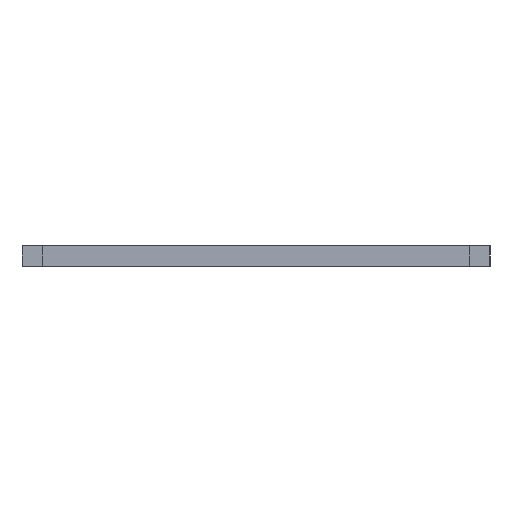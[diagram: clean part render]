
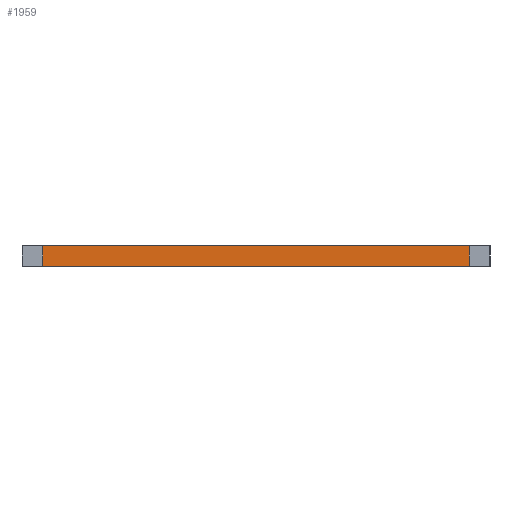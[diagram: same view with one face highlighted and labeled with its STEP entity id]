
A CAD part, left-side view. The second image highlights one B-rep face of the part: STEP entity #1959.
In plain terms, the highlighted planar face has unit normal (-1, 0, 0).
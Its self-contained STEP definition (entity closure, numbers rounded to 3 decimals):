
#38 = DIRECTION ( 'NONE',  ( 0., 1., 0. ) ) ;
#94 = EDGE_CURVE ( 'NONE', #2145, #1649, #1826, .T. ) ;
#117 = DIRECTION ( 'NONE',  ( 0., -1., 0. ) ) ;
#131 = PLANE ( 'NONE',  #1686 ) ;
#164 = ORIENTED_EDGE ( 'NONE', *, *, #94, .F. ) ;
#368 = DIRECTION ( 'NONE',  ( 0., 0., -1. ) ) ;
#386 = LINE ( 'NONE', #1445, #1127 ) ;
#408 = LINE ( 'NONE', #829, #1293 ) ;
#504 = DIRECTION ( 'NONE',  ( 1., 0., 0. ) ) ;
#591 = EDGE_LOOP ( 'NONE', ( #2668, #164, #747, #639 ) ) ;
#598 = VECTOR ( 'NONE', #1597, 1000. ) ;
#621 = VERTEX_POINT ( 'NONE', #1051 ) ;
#639 = ORIENTED_EDGE ( 'NONE', *, *, #2291, .T. ) ;
#747 = ORIENTED_EDGE ( 'NONE', *, *, #2597, .F. ) ;
#800 = VERTEX_POINT ( 'NONE', #921 ) ;
#804 = EDGE_CURVE ( 'NONE', #800, #1649, #1989, .T. ) ;
#809 = CARTESIAN_POINT ( 'NONE',  ( -55., -41., 0. ) ) ;
#829 = CARTESIAN_POINT ( 'NONE',  ( -55., 41., 4. ) ) ;
#921 = CARTESIAN_POINT ( 'NONE',  ( -55., 41., 0. ) ) ;
#1051 = CARTESIAN_POINT ( 'NONE',  ( -55., 41., 4. ) ) ;
#1067 = VECTOR ( 'NONE', #117, 1000. ) ;
#1127 = VECTOR ( 'NONE', #1194, 1000. ) ;
#1194 = DIRECTION ( 'NONE',  ( 0., -1., 0. ) ) ;
#1224 = FACE_OUTER_BOUND ( 'NONE', #591, .T. ) ;
#1293 = VECTOR ( 'NONE', #368, 1000. ) ;
#1443 = CARTESIAN_POINT ( 'NONE',  ( -55., -41., 4. ) ) ;
#1445 = CARTESIAN_POINT ( 'NONE',  ( -55., 41., 4. ) ) ;
#1597 = DIRECTION ( 'NONE',  ( 0., 0., -1. ) ) ;
#1649 = VERTEX_POINT ( 'NONE', #809 ) ;
#1686 = AXIS2_PLACEMENT_3D ( 'NONE', #2373, #504, #38 ) ;
#1826 = LINE ( 'NONE', #1443, #598 ) ;
#1946 = CARTESIAN_POINT ( 'NONE',  ( -55., 41., 0. ) ) ;
#1959 = ADVANCED_FACE ( 'NONE', ( #1224 ), #131, .F. ) ;
#1989 = LINE ( 'NONE', #1946, #1067 ) ;
#2145 = VERTEX_POINT ( 'NONE', #2190 ) ;
#2190 = CARTESIAN_POINT ( 'NONE',  ( -55., -41., 4. ) ) ;
#2291 = EDGE_CURVE ( 'NONE', #621, #800, #408, .T. ) ;
#2373 = CARTESIAN_POINT ( 'NONE',  ( -55., 41., 4. ) ) ;
#2597 = EDGE_CURVE ( 'NONE', #621, #2145, #386, .T. ) ;
#2668 = ORIENTED_EDGE ( 'NONE', *, *, #804, .T. ) ;
